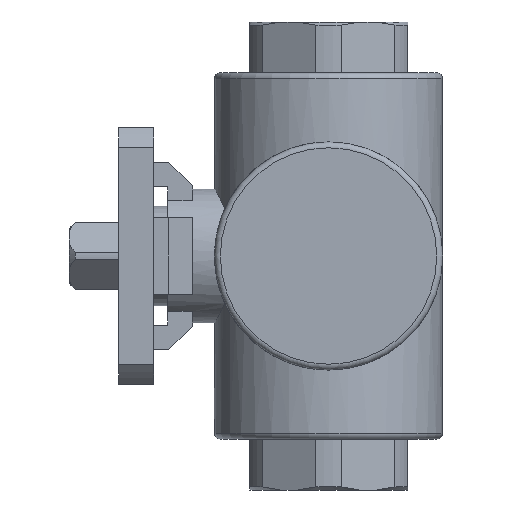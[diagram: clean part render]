
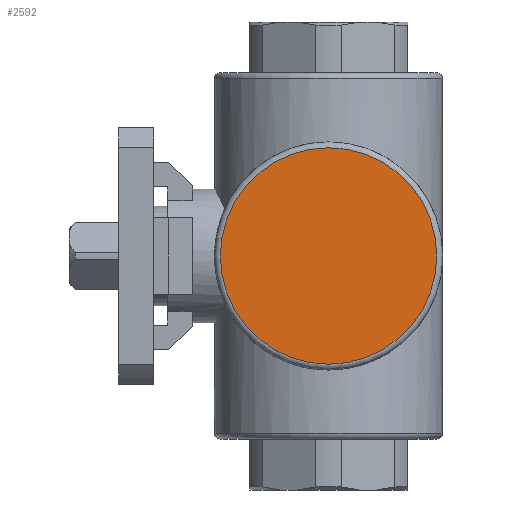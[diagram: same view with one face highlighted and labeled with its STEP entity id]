
A CAD part, left-side view. The second image highlights one B-rep face of the part: STEP entity #2592.
In plain terms, the highlighted planar face has unit normal (-1, 0, 0).
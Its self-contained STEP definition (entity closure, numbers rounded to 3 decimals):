
#240=CIRCLE('',#2838,18.5);
#553=ORIENTED_EDGE('',*,*,#1275,.T.);
#1275=EDGE_CURVE('',#1617,#1617,#240,.T.);
#1617=VERTEX_POINT('',#4329);
#2167=EDGE_LOOP('',(#553));
#2352=FACE_BOUND('',#2167,.T.);
#2479=PLANE('',#2837);
#2592=ADVANCED_FACE('',(#2352),#2479,.F.);
#2837=AXIS2_PLACEMENT_3D('',#4327,#3336,#3337);
#2838=AXIS2_PLACEMENT_3D('',#4328,#3338,#3339);
#3336=DIRECTION('',(1.,0.,0.));
#3337=DIRECTION('',(0.,1.,0.));
#3338=DIRECTION('',(-1.,0.,0.));
#3339=DIRECTION('',(0.,-1.,0.));
#4327=CARTESIAN_POINT('',(-22.,-18.5,0.));
#4328=CARTESIAN_POINT('',(-22.,0.,0.));
#4329=CARTESIAN_POINT('',(-22.,-18.5,0.));
